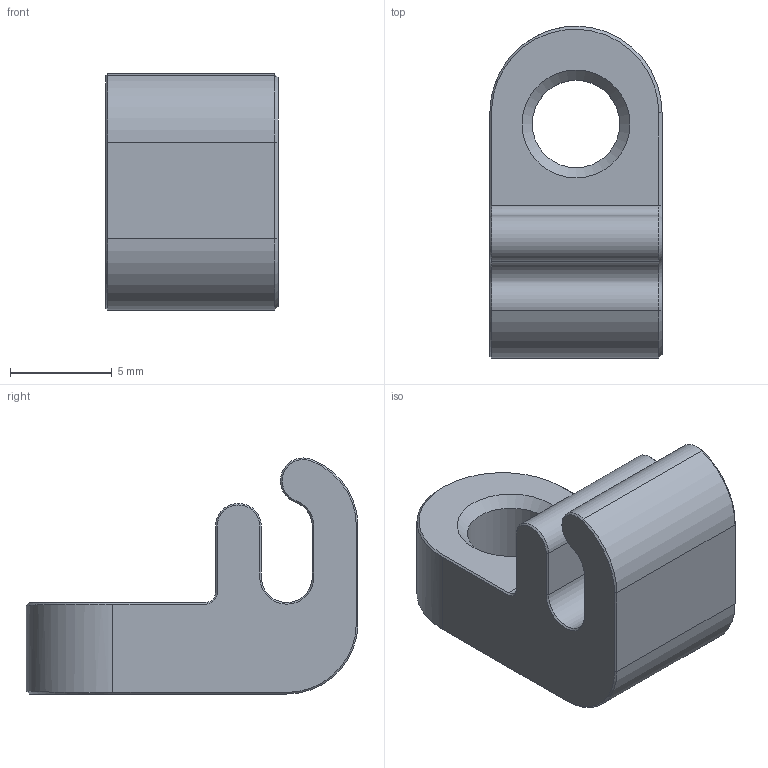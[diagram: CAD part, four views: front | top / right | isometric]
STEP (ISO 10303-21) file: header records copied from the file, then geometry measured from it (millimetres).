
FILE_DESCRIPTION(/* description */ (''),/* implementation_level */ '2;1');
FILE_NAME(/* name */ 'hook_clip_narrow.step',/* time_stamp */ '2025-12-06T22:51:30Z',/* author */ (''),/* organization */ (''),/* preprocessor_version */ 'ST-DEVELOPER v20.1',/* originating_system */ 'Autodesk Translation Framework v14.21.0.0',/* authorisation */ '');
FILE_SCHEMA (('AUTOMOTIVE_DESIGN { 1 0 10303 214 3 1 1 }'));
Length unit declared in the file: millimetre
Products named in the file (2): Spoon hook grabby; 9mm Collar
Assembly tree (1 placements, depth 2):
  Spoon hook grabby
    9mm Collar
Bounding box: 8.46 x 16.32 x 11.61 mm (x, y, z)
Volume: 731 mm3; surface area: 707.2 mm2
Topology: 1 solids, 1 shells, 48 faces, 111 edges, 65 vertices
Faces by surface type: plane 20, cone 18, cylinder 10
Full cylindrical faces by diameter (mm): 4.3 x1
Entity records: 1409 total; most frequent: DIRECTION 250, CARTESIAN_POINT 245, ORIENTED_EDGE 222, EDGE_CURVE 111, AXIS2_PLACEMENT_3D 90, LINE 70, VECTOR 70, VERTEX_POINT 65
